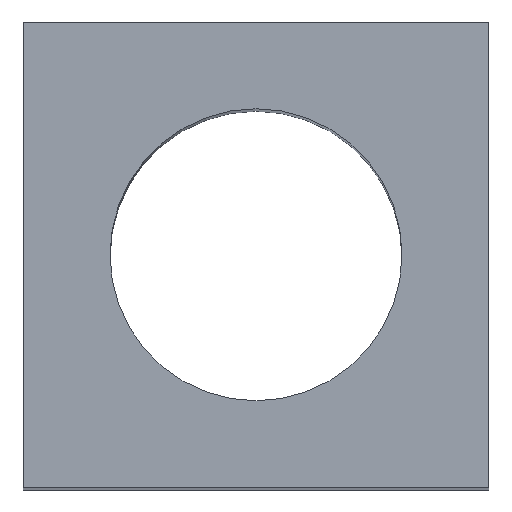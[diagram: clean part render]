
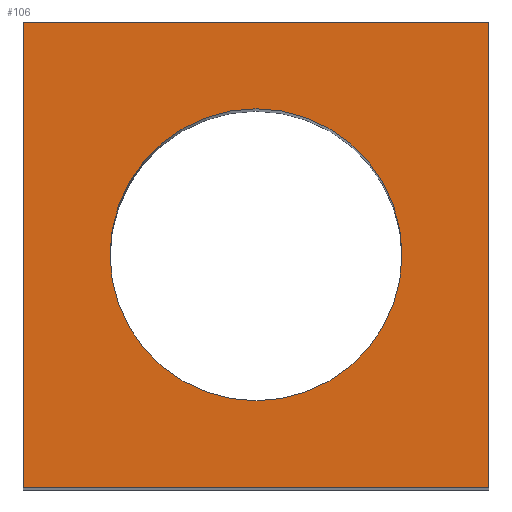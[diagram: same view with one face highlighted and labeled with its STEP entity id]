
A CAD part, top view. The second image highlights one B-rep face of the part: STEP entity #106.
In plain terms, the highlighted planar face has unit normal (0, 0, 1).
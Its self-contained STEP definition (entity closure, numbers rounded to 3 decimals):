
#5 = PLANE ( 'NONE',  #96 ) ;
#34 = CARTESIAN_POINT ( 'NONE',  ( 3.489, 3.311, 20. ) ) ;
#47 = DIRECTION ( 'NONE',  ( 0., 0., 1. ) ) ;
#48 = DIRECTION ( 'NONE',  ( -1., 0., 0. ) ) ;
#52 = ORIENTED_EDGE ( 'NONE', *, *, #56, .T. ) ;
#55 = LINE ( 'NONE', #342, #91 ) ;
#56 = EDGE_CURVE ( 'NONE', #119, #176, #90, .T. ) ;
#58 = DIRECTION ( 'NONE',  ( 1., 0., 0. ) ) ;
#79 = VERTEX_POINT ( 'NONE', #201 ) ;
#82 = EDGE_CURVE ( 'NONE', #79, #119, #351, .T. ) ;
#90 = LINE ( 'NONE', #168, #277 ) ;
#91 = VECTOR ( 'NONE', #339, 1000. ) ;
#96 = AXIS2_PLACEMENT_3D ( 'NONE', #254, #315, #282 ) ;
#106 = ADVANCED_FACE ( 'NONE', ( #174, #238 ), #5, .F. ) ;
#119 = VERTEX_POINT ( 'NONE', #223 ) ;
#123 = EDGE_LOOP ( 'NONE', ( #52, #337, #180, #154 ) ) ;
#124 = EDGE_CURVE ( 'NONE', #226, #176, #55, .T. ) ;
#132 = CARTESIAN_POINT ( 'NONE',  ( -1.75, 0.092, 20. ) ) ;
#145 = AXIS2_PLACEMENT_3D ( 'NONE', #333, #47, #243 ) ;
#151 = EDGE_CURVE ( 'NONE', #79, #226, #249, .T. ) ;
#154 = ORIENTED_EDGE ( 'NONE', *, *, #82, .T. ) ;
#158 = ORIENTED_EDGE ( 'NONE', *, *, #360, .F. ) ;
#166 = VECTOR ( 'NONE', #58, 1000. ) ;
#168 = CARTESIAN_POINT ( 'NONE',  ( 3.489, -3.128, 20. ) ) ;
#171 = DIRECTION ( 'NONE',  ( 1., 0., 0. ) ) ;
#174 = FACE_BOUND ( 'NONE', #227, .T. ) ;
#176 = VERTEX_POINT ( 'NONE', #284 ) ;
#180 = ORIENTED_EDGE ( 'NONE', *, *, #151, .F. ) ;
#186 = VERTEX_POINT ( 'NONE', #198 ) ;
#197 = DIRECTION ( 'NONE',  ( 0., -1., 0. ) ) ;
#198 = CARTESIAN_POINT ( 'NONE',  ( 2.289, 0.092, 20. ) ) ;
#201 = CARTESIAN_POINT ( 'NONE',  ( -2.95, 3.311, 20. ) ) ;
#223 = CARTESIAN_POINT ( 'NONE',  ( -2.95, -3.128, 20. ) ) ;
#224 = CIRCLE ( 'NONE', #145, 2.019 ) ;
#226 = VERTEX_POINT ( 'NONE', #34 ) ;
#227 = EDGE_LOOP ( 'NONE', ( #368, #158 ) ) ;
#238 = FACE_OUTER_BOUND ( 'NONE', #123, .T. ) ;
#243 = DIRECTION ( 'NONE',  ( -1., 0., 0. ) ) ;
#244 = DIRECTION ( 'NONE',  ( 0., 0., 1. ) ) ;
#249 = LINE ( 'NONE', #366, #166 ) ;
#254 = CARTESIAN_POINT ( 'NONE',  ( 0., 0., 20. ) ) ;
#255 = VECTOR ( 'NONE', #197, 1000. ) ;
#263 = AXIS2_PLACEMENT_3D ( 'NONE', #275, #244, #48 ) ;
#275 = CARTESIAN_POINT ( 'NONE',  ( 0.269, 0.092, 20. ) ) ;
#277 = VECTOR ( 'NONE', #171, 1000. ) ;
#282 = DIRECTION ( 'NONE',  ( -1., 0., 0. ) ) ;
#284 = CARTESIAN_POINT ( 'NONE',  ( 3.489, -3.128, 20. ) ) ;
#297 = VERTEX_POINT ( 'NONE', #132 ) ;
#301 = CIRCLE ( 'NONE', #263, 2.019 ) ;
#311 = EDGE_CURVE ( 'NONE', #297, #186, #224, .T. ) ;
#315 = DIRECTION ( 'NONE',  ( 0., 0., -1. ) ) ;
#333 = CARTESIAN_POINT ( 'NONE',  ( 0.269, 0.092, 20. ) ) ;
#337 = ORIENTED_EDGE ( 'NONE', *, *, #124, .F. ) ;
#339 = DIRECTION ( 'NONE',  ( 0., -1., 0. ) ) ;
#342 = CARTESIAN_POINT ( 'NONE',  ( 3.489, 0., 20. ) ) ;
#345 = CARTESIAN_POINT ( 'NONE',  ( -2.95, 3.311, 20. ) ) ;
#351 = LINE ( 'NONE', #345, #255 ) ;
#360 = EDGE_CURVE ( 'NONE', #186, #297, #301, .T. ) ;
#366 = CARTESIAN_POINT ( 'NONE',  ( 0., 3.311, 20. ) ) ;
#368 = ORIENTED_EDGE ( 'NONE', *, *, #311, .F. ) ;
